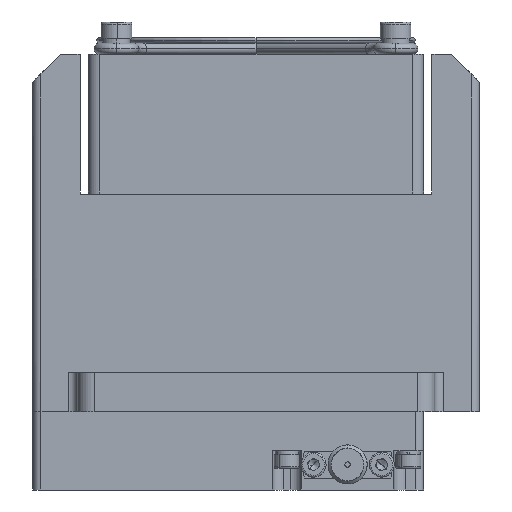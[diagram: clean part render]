
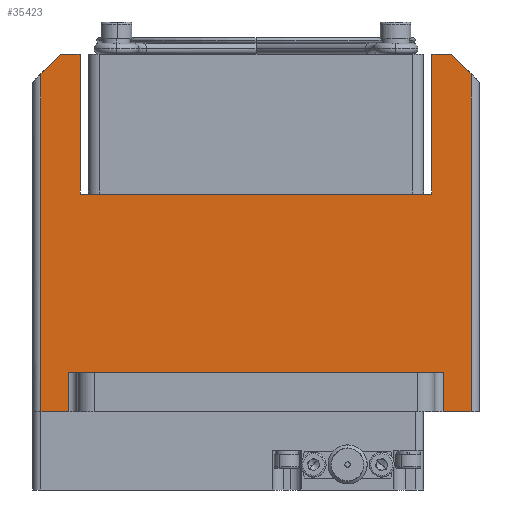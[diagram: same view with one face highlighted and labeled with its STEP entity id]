
A CAD part, left-side view. The second image highlights one B-rep face of the part: STEP entity #35423.
In plain terms, the highlighted planar face has unit normal (-1, 0, 0).
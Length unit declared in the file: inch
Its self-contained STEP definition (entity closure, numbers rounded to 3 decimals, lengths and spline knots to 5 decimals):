
#488 = LINE ( 'NONE', #15979, #10558 ) ;
#636 = LINE ( 'NONE', #24496, #18330 ) ;
#1432 = VECTOR ( 'NONE', #9260, 39.37008 ) ;
#3541 = VERTEX_POINT ( 'NONE', #7903 ) ;
#3647 = CARTESIAN_POINT ( 'NONE',  ( -3.76763, -1.68833, 1.27953 ) ) ;
#3768 = VERTEX_POINT ( 'NONE', #38756 ) ;
#3929 = DIRECTION ( 'NONE',  ( 0., 1., 0. ) ) ;
#4494 = VECTOR ( 'NONE', #13903, 39.37008 ) ;
#4694 = DIRECTION ( 'NONE',  ( 0., 0., -1. ) ) ;
#4957 = DIRECTION ( 'NONE',  ( 0., 0., -1. ) ) ;
#5092 = VERTEX_POINT ( 'NONE', #7768 ) ;
#5432 = VECTOR ( 'NONE', #43434, 39.37008 ) ;
#5545 = VECTOR ( 'NONE', #24323, 39.37008 ) ;
#5763 = CARTESIAN_POINT ( 'NONE',  ( -3.76763, 1.12663, 1.27953 ) ) ;
#5982 = CARTESIAN_POINT ( 'NONE',  ( -3.76763, -1.62928, 1.27953 ) ) ;
#6743 = ORIENTED_EDGE ( 'NONE', *, *, #18818, .T. ) ;
#6969 = ORIENTED_EDGE ( 'NONE', *, *, #48193, .T. ) ;
#7209 = EDGE_CURVE ( 'NONE', #32564, #45835, #40709, .T. ) ;
#7768 = CARTESIAN_POINT ( 'NONE',  ( -3.76763, -1.49148, 1.27953 ) ) ;
#7795 = ORIENTED_EDGE ( 'NONE', *, *, #7209, .F. ) ;
#7903 = CARTESIAN_POINT ( 'NONE',  ( -3.76763, 1.20537, -1.24016 ) ) ;
#8514 = LINE ( 'NONE', #43467, #35688 ) ;
#8842 = LINE ( 'NONE', #16718, #5545 ) ;
#8854 = ORIENTED_EDGE ( 'NONE', *, *, #34987, .F. ) ;
#8937 = CARTESIAN_POINT ( 'NONE',  ( -3.76763, -1.58991, 1.1811 ) ) ;
#9260 = DIRECTION ( 'NONE',  ( 0., 0., 1. ) ) ;
#9309 = DIRECTION ( 'NONE',  ( 0., 0., -1. ) ) ;
#9370 = CARTESIAN_POINT ( 'NONE',  ( -3.76763, -1.68833, -1.24016 ) ) ;
#9908 = EDGE_CURVE ( 'NONE', #31182, #33853, #488, .T. ) ;
#10261 = ORIENTED_EDGE ( 'NONE', *, *, #28687, .T. ) ;
#10558 = VECTOR ( 'NONE', #12169, 39.37008 ) ;
#11776 = CARTESIAN_POINT ( 'NONE',  ( -3.76763, 1.40222, 1.14173 ) ) ;
#12159 = ORIENTED_EDGE ( 'NONE', *, *, #9908, .F. ) ;
#12169 = DIRECTION ( 'NONE',  ( 0., 0., 1. ) ) ;
#12951 = CARTESIAN_POINT ( 'NONE',  ( -3.76763, 1.26442, 1.27953 ) ) ;
#12966 = DIRECTION ( 'NONE',  ( 0., 0.707, 0.707 ) ) ;
#13743 = VERTEX_POINT ( 'NONE', #12951 ) ;
#13903 = DIRECTION ( 'NONE',  ( 0., 1., 0. ) ) ;
#13965 = CARTESIAN_POINT ( 'NONE',  ( -3.76763, -1.68833, 1.27953 ) ) ;
#14310 = VERTEX_POINT ( 'NONE', #23101 ) ;
#15084 = VECTOR ( 'NONE', #33955, 39.37008 ) ;
#15559 = CARTESIAN_POINT ( 'NONE',  ( -3.76763, -0.21196, 2.75591 ) ) ;
#15594 = ORIENTED_EDGE ( 'NONE', *, *, #32463, .F. ) ;
#15979 = CARTESIAN_POINT ( 'NONE',  ( -3.76763, -1.35369, 0.29528 ) ) ;
#16328 = ORIENTED_EDGE ( 'NONE', *, *, #29442, .T. ) ;
#16465 = ORIENTED_EDGE ( 'NONE', *, *, #49294, .F. ) ;
#16718 = CARTESIAN_POINT ( 'NONE',  ( -3.76763, -1.68833, -1.24016 ) ) ;
#17334 = EDGE_CURVE ( 'NONE', #31182, #14310, #45770, .T. ) ;
#18052 = LINE ( 'NONE', #13965, #15084 ) ;
#18330 = VECTOR ( 'NONE', #4694, 39.37008 ) ;
#18818 = EDGE_CURVE ( 'NONE', #5092, #33853, #34297, .T. ) ;
#19228 = CARTESIAN_POINT ( 'NONE',  ( -3.76763, -1.62928, 1.14173 ) ) ;
#19372 = EDGE_CURVE ( 'NONE', #20749, #13743, #18052, .T. ) ;
#20732 = DIRECTION ( 'NONE',  ( 0., 0., -1. ) ) ;
#20749 = VERTEX_POINT ( 'NONE', #5763 ) ;
#21713 = VERTEX_POINT ( 'NONE', #24752 ) ;
#22097 = CARTESIAN_POINT ( 'NONE',  ( -3.76763, -1.62928, -1.24016 ) ) ;
#22510 = VECTOR ( 'NONE', #26010, 39.37008 ) ;
#23036 = CARTESIAN_POINT ( 'NONE',  ( -3.76763, 1.40222, -1.24016 ) ) ;
#23101 = CARTESIAN_POINT ( 'NONE',  ( -3.76763, 1.12663, 0.29528 ) ) ;
#24323 = DIRECTION ( 'NONE',  ( 0., 1., 0. ) ) ;
#24496 = CARTESIAN_POINT ( 'NONE',  ( -3.76763, 1.40222, 1.27953 ) ) ;
#24752 = CARTESIAN_POINT ( 'NONE',  ( -3.76763, -1.43243, -1.24016 ) ) ;
#25398 = VERTEX_POINT ( 'NONE', #29186 ) ;
#25602 = LINE ( 'NONE', #9370, #4494 ) ;
#25915 = AXIS2_PLACEMENT_3D ( 'NONE', #48707, #44487, #48945 ) ;
#26010 = DIRECTION ( 'NONE',  ( 0., -0.707, 0.707 ) ) ;
#26162 = VECTOR ( 'NONE', #12966, 39.37008 ) ;
#26225 = ORIENTED_EDGE ( 'NONE', *, *, #17334, .T. ) ;
#27349 = VECTOR ( 'NONE', #9309, 39.37008 ) ;
#27834 = CARTESIAN_POINT ( 'NONE',  ( -3.76763, 1.20537, 1.27953 ) ) ;
#28584 = LINE ( 'NONE', #27834, #27349 ) ;
#28687 = EDGE_CURVE ( 'NONE', #25398, #21713, #8514, .T. ) ;
#29186 = CARTESIAN_POINT ( 'NONE',  ( -3.76763, -1.43243, -0.96457 ) ) ;
#29442 = EDGE_CURVE ( 'NONE', #32564, #5092, #47393, .T. ) ;
#30599 = VECTOR ( 'NONE', #20732, 39.37008 ) ;
#31182 = VERTEX_POINT ( 'NONE', #49889 ) ;
#32463 = EDGE_CURVE ( 'NONE', #3541, #48712, #25602, .T. ) ;
#32564 = VERTEX_POINT ( 'NONE', #19228 ) ;
#33318 = PLANE ( 'NONE',  #25915 ) ;
#33778 = EDGE_CURVE ( 'NONE', #14310, #20749, #43951, .T. ) ;
#33853 = VERTEX_POINT ( 'NONE', #34945 ) ;
#33955 = DIRECTION ( 'NONE',  ( 0., 1., 0. ) ) ;
#33989 = VECTOR ( 'NONE', #34532, 39.37008 ) ;
#34297 = LINE ( 'NONE', #3647, #33989 ) ;
#34347 = EDGE_CURVE ( 'NONE', #25398, #3768, #46264, .T. ) ;
#34532 = DIRECTION ( 'NONE',  ( 0., 1., 0. ) ) ;
#34945 = CARTESIAN_POINT ( 'NONE',  ( -3.76763, -1.35369, 1.27953 ) ) ;
#34987 = EDGE_CURVE ( 'NONE', #45835, #21713, #8842, .T. ) ;
#35423 = ADVANCED_FACE ( 'NONE', ( #41170 ), #33318, .T. ) ;
#35688 = VECTOR ( 'NONE', #4957, 39.37008 ) ;
#36148 = ORIENTED_EDGE ( 'NONE', *, *, #34347, .F. ) ;
#37602 = VERTEX_POINT ( 'NONE', #11776 ) ;
#38756 = CARTESIAN_POINT ( 'NONE',  ( -3.76763, 1.20537, -0.96457 ) ) ;
#39192 = CARTESIAN_POINT ( 'NONE',  ( -3.76763, -1.68833, -0.96457 ) ) ;
#40709 = LINE ( 'NONE', #5982, #30599 ) ;
#41170 = FACE_OUTER_BOUND ( 'NONE', #43432, .T. ) ;
#41786 = EDGE_CURVE ( 'NONE', #3768, #3541, #28584, .T. ) ;
#41950 = VECTOR ( 'NONE', #3929, 39.37008 ) ;
#42479 = CARTESIAN_POINT ( 'NONE',  ( -3.76763, -1.68833, 0.29528 ) ) ;
#43215 = CARTESIAN_POINT ( 'NONE',  ( -3.76763, 1.12663, 0.29528 ) ) ;
#43432 = EDGE_LOOP ( 'NONE', ( #7795, #16328, #6743, #12159, #26225, #47238, #49545, #16465, #6969, #15594, #46953, #36148, #10261, #8854 ) ) ;
#43434 = DIRECTION ( 'NONE',  ( 0., 1., 0. ) ) ;
#43467 = CARTESIAN_POINT ( 'NONE',  ( -3.76763, -1.43243, 1.27953 ) ) ;
#43951 = LINE ( 'NONE', #43215, #1432 ) ;
#44487 = DIRECTION ( 'NONE',  ( -1., 0., 0. ) ) ;
#45463 = LINE ( 'NONE', #15559, #22510 ) ;
#45770 = LINE ( 'NONE', #42479, #5432 ) ;
#45835 = VERTEX_POINT ( 'NONE', #22097 ) ;
#46264 = LINE ( 'NONE', #39192, #41950 ) ;
#46953 = ORIENTED_EDGE ( 'NONE', *, *, #41786, .F. ) ;
#47238 = ORIENTED_EDGE ( 'NONE', *, *, #33778, .T. ) ;
#47393 = LINE ( 'NONE', #8937, #26162 ) ;
#48193 = EDGE_CURVE ( 'NONE', #37602, #48712, #636, .T. ) ;
#48707 = CARTESIAN_POINT ( 'NONE',  ( -3.76763, -1.68833, 1.27953 ) ) ;
#48712 = VERTEX_POINT ( 'NONE', #23036 ) ;
#48945 = DIRECTION ( 'NONE',  ( 0., 0., 1. ) ) ;
#49294 = EDGE_CURVE ( 'NONE', #37602, #13743, #45463, .T. ) ;
#49545 = ORIENTED_EDGE ( 'NONE', *, *, #19372, .T. ) ;
#49889 = CARTESIAN_POINT ( 'NONE',  ( -3.76763, -1.35369, 0.29528 ) ) ;
